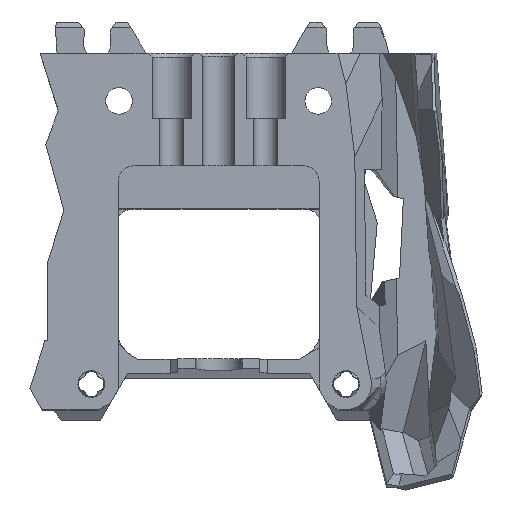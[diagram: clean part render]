
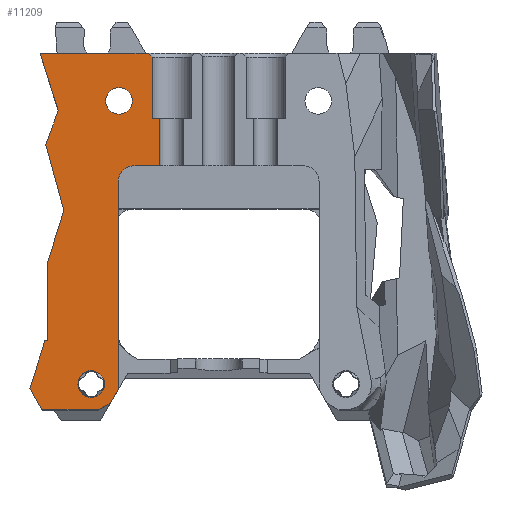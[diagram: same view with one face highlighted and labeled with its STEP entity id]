
A CAD part, top view. The second image highlights one B-rep face of the part: STEP entity #11209.
In plain terms, the highlighted planar face has unit normal (0, 0, 1).
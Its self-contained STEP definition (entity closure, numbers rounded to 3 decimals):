
#116=FACE_BOUND('',#1146,.T.);
#117=FACE_BOUND('',#1147,.T.);
#558=FACE_OUTER_BOUND('',#1145,.T.);
#1145=EDGE_LOOP('',(#8054,#8055,#8056,#8057,#8058,#8059,#8060,#8061,#8062,
#8063,#8064,#8065,#8066,#8067,#8068,#8069,#8070,#8071,#8072));
#1146=EDGE_LOOP('',(#8073));
#1147=EDGE_LOOP('',(#8074));
#1605=LINE('',#15014,#2958);
#1852=LINE('',#16910,#3205);
#1855=LINE('',#16918,#3208);
#1897=LINE('',#17018,#3250);
#1903=LINE('',#17029,#3256);
#1904=LINE('',#17031,#3257);
#1906=LINE('',#17036,#3259);
#1907=LINE('',#17038,#3260);
#1908=LINE('',#17040,#3261);
#1909=LINE('',#17042,#3262);
#1910=LINE('',#17044,#3263);
#1911=LINE('',#17046,#3264);
#1912=LINE('',#17048,#3265);
#1913=LINE('',#17050,#3266);
#1914=LINE('',#17052,#3267);
#1915=LINE('',#17054,#3268);
#1916=LINE('',#17056,#3269);
#1917=LINE('',#17057,#3270);
#2958=VECTOR('',#12325,10.);
#3205=VECTOR('',#12720,10.);
#3208=VECTOR('',#12729,10.);
#3250=VECTOR('',#12797,10.);
#3256=VECTOR('',#12809,10.);
#3257=VECTOR('',#12812,10.);
#3259=VECTOR('',#12818,10.);
#3260=VECTOR('',#12819,10.);
#3261=VECTOR('',#12820,10.);
#3262=VECTOR('',#12821,10.);
#3263=VECTOR('',#12822,10.);
#3264=VECTOR('',#12823,10.);
#3265=VECTOR('',#12824,10.);
#3266=VECTOR('',#12825,10.);
#3267=VECTOR('',#12826,10.);
#3268=VECTOR('',#12827,10.);
#3269=VECTOR('',#12828,10.);
#3270=VECTOR('',#12829,10.);
#4325=CIRCLE('',#11729,2.);
#4333=CIRCLE('',#11750,1.7);
#4334=CIRCLE('',#11751,1.7);
#4433=VERTEX_POINT('',#15010);
#4435=VERTEX_POINT('',#15013);
#4709=VERTEX_POINT('',#16907);
#4710=VERTEX_POINT('',#16909);
#4711=VERTEX_POINT('',#16913);
#4712=VERTEX_POINT('',#16917);
#4752=VERTEX_POINT('',#17015);
#4753=VERTEX_POINT('',#17017);
#4756=VERTEX_POINT('',#17035);
#4757=VERTEX_POINT('',#17037);
#4758=VERTEX_POINT('',#17039);
#4759=VERTEX_POINT('',#17041);
#4760=VERTEX_POINT('',#17043);
#4761=VERTEX_POINT('',#17045);
#4762=VERTEX_POINT('',#17047);
#4763=VERTEX_POINT('',#17049);
#4764=VERTEX_POINT('',#17051);
#4765=VERTEX_POINT('',#17053);
#4766=VERTEX_POINT('',#17055);
#4767=VERTEX_POINT('',#17058);
#4768=VERTEX_POINT('',#17060);
#5538=EDGE_CURVE('',#4433,#4435,#1605,.T.);
#5929=EDGE_CURVE('',#4709,#4710,#1852,.T.);
#5931=EDGE_CURVE('',#4710,#4711,#4325,.T.);
#5933=EDGE_CURVE('',#4712,#4711,#1855,.F.);
#5983=EDGE_CURVE('',#4752,#4753,#1897,.T.);
#5990=EDGE_CURVE('',#4433,#4753,#1903,.T.);
#5991=EDGE_CURVE('',#4709,#4435,#1904,.T.);
#5993=EDGE_CURVE('',#4756,#4752,#1906,.T.);
#5994=EDGE_CURVE('',#4756,#4757,#1907,.T.);
#5995=EDGE_CURVE('',#4757,#4758,#1908,.F.);
#5996=EDGE_CURVE('',#4759,#4758,#1909,.T.);
#5997=EDGE_CURVE('',#4759,#4760,#1910,.T.);
#5998=EDGE_CURVE('',#4761,#4760,#1911,.T.);
#5999=EDGE_CURVE('',#4762,#4761,#1912,.T.);
#6000=EDGE_CURVE('',#4763,#4762,#1913,.T.);
#6001=EDGE_CURVE('',#4763,#4764,#1914,.F.);
#6002=EDGE_CURVE('',#4765,#4764,#1915,.T.);
#6003=EDGE_CURVE('',#4766,#4765,#1916,.T.);
#6004=EDGE_CURVE('',#4712,#4766,#1917,.T.);
#6005=EDGE_CURVE('',#4767,#4767,#4333,.T.);
#6006=EDGE_CURVE('',#4768,#4768,#4334,.T.);
#8054=ORIENTED_EDGE('',*,*,#5991,.T.);
#8055=ORIENTED_EDGE('',*,*,#5538,.F.);
#8056=ORIENTED_EDGE('',*,*,#5990,.T.);
#8057=ORIENTED_EDGE('',*,*,#5983,.F.);
#8058=ORIENTED_EDGE('',*,*,#5993,.F.);
#8059=ORIENTED_EDGE('',*,*,#5994,.T.);
#8060=ORIENTED_EDGE('',*,*,#5995,.T.);
#8061=ORIENTED_EDGE('',*,*,#5996,.F.);
#8062=ORIENTED_EDGE('',*,*,#5997,.T.);
#8063=ORIENTED_EDGE('',*,*,#5998,.F.);
#8064=ORIENTED_EDGE('',*,*,#5999,.F.);
#8065=ORIENTED_EDGE('',*,*,#6000,.F.);
#8066=ORIENTED_EDGE('',*,*,#6001,.T.);
#8067=ORIENTED_EDGE('',*,*,#6002,.F.);
#8068=ORIENTED_EDGE('',*,*,#6003,.F.);
#8069=ORIENTED_EDGE('',*,*,#6004,.F.);
#8070=ORIENTED_EDGE('',*,*,#5933,.T.);
#8071=ORIENTED_EDGE('',*,*,#5931,.F.);
#8072=ORIENTED_EDGE('',*,*,#5929,.F.);
#8073=ORIENTED_EDGE('',*,*,#6005,.T.);
#8074=ORIENTED_EDGE('',*,*,#6006,.F.);
#10707=PLANE('',#11749);
#11209=ADVANCED_FACE('',(#558,#116,#117),#10707,.F.);
#11729=AXIS2_PLACEMENT_3D('',#16914,#12724,#12725);
#11749=AXIS2_PLACEMENT_3D('',#17034,#12816,#12817);
#11750=AXIS2_PLACEMENT_3D('',#17059,#12830,#12831);
#11751=AXIS2_PLACEMENT_3D('',#17061,#12832,#12833);
#12325=DIRECTION('',(1.,0.,0.));
#12720=DIRECTION('',(-1.,0.,0.));
#12724=DIRECTION('center_axis',(0.,0.,
1.));
#12725=DIRECTION('ref_axis',(-1.,0.,0.));
#12729=DIRECTION('',(0.,-1.,0.));
#12797=DIRECTION('',(0.707,-0.707,0.));
#12809=DIRECTION('',(0.,1.,0.));
#12812=DIRECTION('',(0.,1.,0.));
#12816=DIRECTION('center_axis',(0.,0.,
-1.));
#12817=DIRECTION('ref_axis',(0.,1.,0.));
#12818=DIRECTION('',(1.,0.,0.));
#12819=DIRECTION('',(0.299,-0.954,0.));
#12820=DIRECTION('',(0.355,0.935,0.));
#12821=DIRECTION('',(-0.264,0.964,0.));
#12822=DIRECTION('',(-0.298,-0.955,0.));
#12823=DIRECTION('',(0.,1.,0.));
#12824=DIRECTION('',(1.,0.,0.));
#12825=DIRECTION('',(0.298,0.955,0.));
#12826=DIRECTION('',(-0.481,0.877,0.));
#12827=DIRECTION('',(-1.,0.,0.));
#12828=DIRECTION('',(-0.866,-0.5,0.));
#12829=DIRECTION('',(-0.5,-0.866,0.));
#12830=DIRECTION('center_axis',(0.,0.,
-1.));
#12831=DIRECTION('ref_axis',(1.,0.,0.));
#12832=DIRECTION('center_axis',(0.,0.,
1.));
#12833=DIRECTION('ref_axis',(0.,-1.,0.));
#15010=CARTESIAN_POINT('',(-83.5,-13.352,56.503));
#15013=CARTESIAN_POINT('',(-82.5,-13.352,56.503));
#15014=CARTESIAN_POINT('',(-65.398,-13.352,56.503));
#16907=CARTESIAN_POINT('',(-82.5,-19.352,56.503));
#16909=CARTESIAN_POINT('',(-85.8,-19.352,56.503));
#16910=CARTESIAN_POINT('',(-66.651,-19.352,56.503));
#16913=CARTESIAN_POINT('',(-87.8,-21.352,56.503));
#16914=CARTESIAN_POINT('Origin',(-85.8,-21.352,56.503));
#16917=CARTESIAN_POINT('',(-87.8,-47.821,56.503));
#16918=CARTESIAN_POINT('',(-87.8,-27.033,56.503));
#17015=CARTESIAN_POINT('',(-84.,-4.997,56.503));
#17017=CARTESIAN_POINT('',(-83.5,-5.497,56.503));
#17018=CARTESIAN_POINT('',(-83.75,-5.247,56.503));
#17029=CARTESIAN_POINT('',(-83.5,-4.997,56.503));
#17031=CARTESIAN_POINT('',(-82.5,-20.51,56.503));
#17034=CARTESIAN_POINT('Origin',(-58.302,-34.564,56.503));
#17035=CARTESIAN_POINT('',(-97.767,-4.997,56.503));
#17036=CARTESIAN_POINT('',(-94.733,-4.997,56.503));
#17037=CARTESIAN_POINT('',(-95.455,-12.365,56.503));
#17038=CARTESIAN_POINT('',(-97.767,-4.997,56.503));
#17039=CARTESIAN_POINT('',(-97.056,-16.581,56.503));
#17040=CARTESIAN_POINT('',(-98.902,-21.442,56.503));
#17041=CARTESIAN_POINT('',(-94.739,-25.042,56.503));
#17042=CARTESIAN_POINT('',(-94.579,-25.628,56.503));
#17043=CARTESIAN_POINT('',(-96.769,-31.541,56.503));
#17044=CARTESIAN_POINT('',(-94.739,-25.042,56.503));
#17045=CARTESIAN_POINT('',(-96.769,-41.649,56.503));
#17046=CARTESIAN_POINT('',(-96.769,-38.467,56.503));
#17047=CARTESIAN_POINT('',(-97.157,-41.649,56.503));
#17048=CARTESIAN_POINT('',(-72.802,-41.649,56.503));
#17049=CARTESIAN_POINT('',(-99.067,-47.766,56.503));
#17050=CARTESIAN_POINT('',(-98.108,-44.693,56.503));
#17051=CARTESIAN_POINT('',(-97.569,-50.496,56.503));
#17052=CARTESIAN_POINT('',(-100.05,-45.976,56.503));
#17053=CARTESIAN_POINT('',(-90.345,-50.496,56.503));
#17054=CARTESIAN_POINT('',(-98.493,-50.496,56.503));
#17055=CARTESIAN_POINT('',(-88.845,-49.63,56.503));
#17056=CARTESIAN_POINT('',(-74.504,-41.351,56.503));
#17057=CARTESIAN_POINT('',(-86.565,-45.681,56.503));
#17058=CARTESIAN_POINT('',(-92.95,-47.196,56.503));
#17059=CARTESIAN_POINT('Origin',(-91.25,-47.196,56.503));
#17060=CARTESIAN_POINT('',(-87.7,-9.374,56.503));
#17061=CARTESIAN_POINT('Origin',(-87.7,-11.074,56.503));
